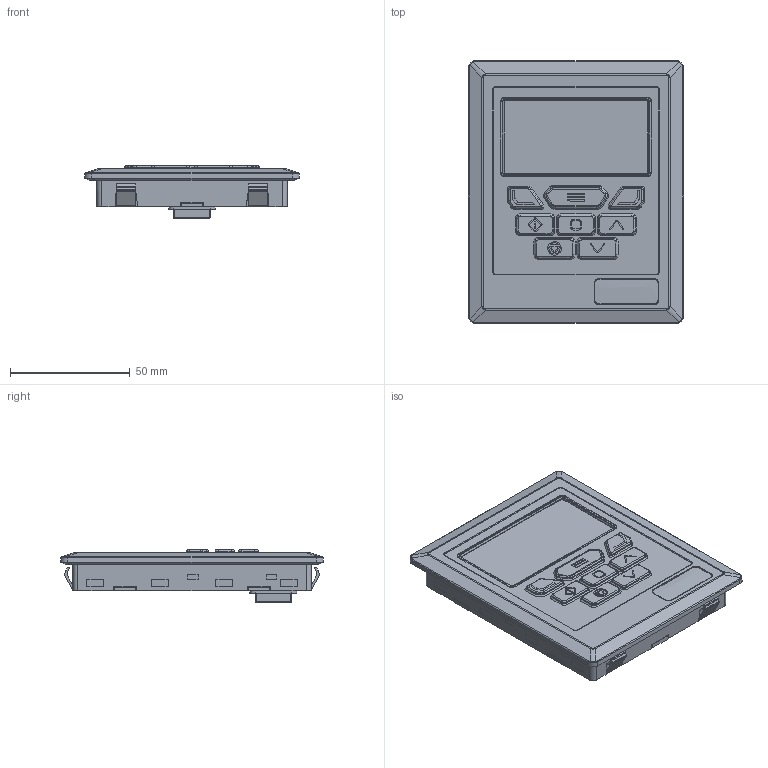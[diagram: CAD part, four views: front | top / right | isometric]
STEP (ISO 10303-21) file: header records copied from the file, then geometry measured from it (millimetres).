
FILE_DESCRIPTION (( 'STEP AP203' ), '1' );
FILE_NAME ('OptiPAD.TFT (ENVELOPE).STEP', '2022-08-04T15:23:35', ( '' ), ( '' ), 'SwSTEP 2.0', 'SolidWorks 2022', '' );
FILE_SCHEMA (( 'CONFIG_CONTROL_DESIGN' ));
Products named in the file (1): OptiPAD.TFT (ENVELOPE)
Bounding box: 90 x 110 x 21.91 mm (x, y, z)
Volume: 131916.8 mm3; surface area: 28276.8 mm2
Topology: 1 solids, 1 shells, 954 faces, 2486 edges, 1576 vertices
Faces by surface type: plane 472, bspline 239, cylinder 197, torus 25, cone 16, sphere 5
Entity records: 47978 total; most frequent: CARTESIAN_POINT 26684, ORIENTED_EDGE 4958, DIRECTION 3498, EDGE_CURVE 2479, VERTEX_POINT 1578, LINE 1364, VECTOR 1364, AXIS2_PLACEMENT_3D 1067
